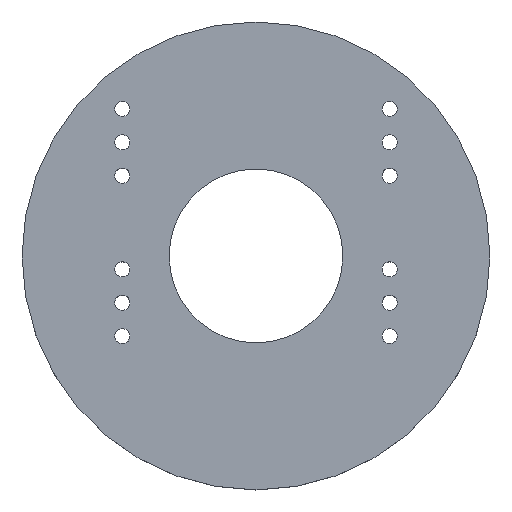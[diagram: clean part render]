
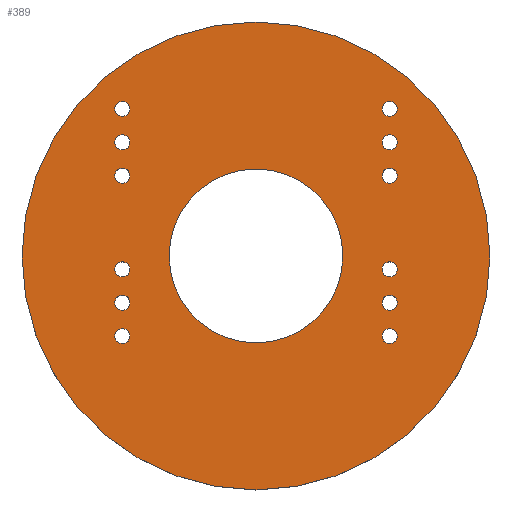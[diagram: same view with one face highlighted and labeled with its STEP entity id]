
A CAD part, top view. The second image highlights one B-rep face of the part: STEP entity #389.
In plain terms, the highlighted planar face has unit normal (0, 0, 1).
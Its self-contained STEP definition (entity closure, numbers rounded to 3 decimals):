
#16=FACE_BOUND('',#87,.T.);
#17=FACE_BOUND('',#88,.T.);
#18=FACE_BOUND('',#89,.T.);
#19=FACE_BOUND('',#90,.T.);
#20=FACE_BOUND('',#91,.T.);
#21=FACE_BOUND('',#92,.T.);
#22=FACE_BOUND('',#93,.T.);
#23=FACE_BOUND('',#94,.T.);
#24=FACE_BOUND('',#95,.T.);
#25=FACE_BOUND('',#96,.T.);
#26=FACE_BOUND('',#97,.T.);
#27=FACE_BOUND('',#98,.T.);
#28=FACE_BOUND('',#99,.T.);
#45=PLANE('',#455);
#65=FACE_OUTER_BOUND('',#86,.T.);
#86=EDGE_LOOP('',(#326));
#87=EDGE_LOOP('',(#327));
#88=EDGE_LOOP('',(#328));
#89=EDGE_LOOP('',(#329));
#90=EDGE_LOOP('',(#330));
#91=EDGE_LOOP('',(#331));
#92=EDGE_LOOP('',(#332));
#93=EDGE_LOOP('',(#333));
#94=EDGE_LOOP('',(#334));
#95=EDGE_LOOP('',(#335));
#96=EDGE_LOOP('',(#336));
#97=EDGE_LOOP('',(#337));
#98=EDGE_LOOP('',(#338));
#99=EDGE_LOOP('',(#339));
#150=CIRCLE('',#411,25.99);
#153=CIRCLE('',#417,2.25);
#155=CIRCLE('',#420,2.25);
#157=CIRCLE('',#423,2.25);
#159=CIRCLE('',#426,2.25);
#161=CIRCLE('',#429,2.25);
#163=CIRCLE('',#432,2.25);
#165=CIRCLE('',#435,2.25);
#167=CIRCLE('',#438,2.25);
#169=CIRCLE('',#441,2.25);
#171=CIRCLE('',#444,2.25);
#173=CIRCLE('',#447,2.25);
#175=CIRCLE('',#450,2.25);
#177=CIRCLE('',#453,70.);
#182=VERTEX_POINT('',#590);
#185=VERTEX_POINT('',#601);
#187=VERTEX_POINT('',#607);
#189=VERTEX_POINT('',#613);
#191=VERTEX_POINT('',#619);
#193=VERTEX_POINT('',#625);
#195=VERTEX_POINT('',#631);
#197=VERTEX_POINT('',#637);
#199=VERTEX_POINT('',#643);
#201=VERTEX_POINT('',#649);
#203=VERTEX_POINT('',#655);
#205=VERTEX_POINT('',#661);
#207=VERTEX_POINT('',#667);
#209=VERTEX_POINT('',#673);
#216=EDGE_CURVE('',#182,#182,#150,.T.);
#220=EDGE_CURVE('',#185,#185,#153,.T.);
#223=EDGE_CURVE('',#187,#187,#155,.T.);
#226=EDGE_CURVE('',#189,#189,#157,.T.);
#229=EDGE_CURVE('',#191,#191,#159,.T.);
#232=EDGE_CURVE('',#193,#193,#161,.T.);
#235=EDGE_CURVE('',#195,#195,#163,.T.);
#238=EDGE_CURVE('',#197,#197,#165,.T.);
#241=EDGE_CURVE('',#199,#199,#167,.T.);
#244=EDGE_CURVE('',#201,#201,#169,.T.);
#247=EDGE_CURVE('',#203,#203,#171,.T.);
#250=EDGE_CURVE('',#205,#205,#173,.T.);
#253=EDGE_CURVE('',#207,#207,#175,.T.);
#256=EDGE_CURVE('',#209,#209,#177,.T.);
#326=ORIENTED_EDGE('',*,*,#256,.T.);
#327=ORIENTED_EDGE('',*,*,#216,.T.);
#328=ORIENTED_EDGE('',*,*,#253,.T.);
#329=ORIENTED_EDGE('',*,*,#250,.T.);
#330=ORIENTED_EDGE('',*,*,#247,.T.);
#331=ORIENTED_EDGE('',*,*,#244,.T.);
#332=ORIENTED_EDGE('',*,*,#241,.T.);
#333=ORIENTED_EDGE('',*,*,#238,.T.);
#334=ORIENTED_EDGE('',*,*,#235,.T.);
#335=ORIENTED_EDGE('',*,*,#232,.T.);
#336=ORIENTED_EDGE('',*,*,#229,.T.);
#337=ORIENTED_EDGE('',*,*,#226,.T.);
#338=ORIENTED_EDGE('',*,*,#223,.T.);
#339=ORIENTED_EDGE('',*,*,#220,.T.);
#389=ADVANCED_FACE('',(#65,#16,#17,#18,#19,#20,#21,#22,#23,#24,#25,#26,
#27,#28),#45,.T.);
#411=AXIS2_PLACEMENT_3D('',#592,#473,#474);
#417=AXIS2_PLACEMENT_3D('',#602,#486,#487);
#420=AXIS2_PLACEMENT_3D('',#608,#493,#494);
#423=AXIS2_PLACEMENT_3D('',#614,#500,#501);
#426=AXIS2_PLACEMENT_3D('',#620,#507,#508);
#429=AXIS2_PLACEMENT_3D('',#626,#514,#515);
#432=AXIS2_PLACEMENT_3D('',#632,#521,#522);
#435=AXIS2_PLACEMENT_3D('',#638,#528,#529);
#438=AXIS2_PLACEMENT_3D('',#644,#535,#536);
#441=AXIS2_PLACEMENT_3D('',#650,#542,#543);
#444=AXIS2_PLACEMENT_3D('',#656,#549,#550);
#447=AXIS2_PLACEMENT_3D('',#662,#556,#557);
#450=AXIS2_PLACEMENT_3D('',#668,#563,#564);
#453=AXIS2_PLACEMENT_3D('',#674,#570,#571);
#455=AXIS2_PLACEMENT_3D('',#678,#575,#576);
#473=DIRECTION('center_axis',(0.,0.,-1.));
#474=DIRECTION('ref_axis',(1.,0.,0.));
#486=DIRECTION('center_axis',(0.,0.,-1.));
#487=DIRECTION('ref_axis',(1.,0.,0.));
#493=DIRECTION('center_axis',(0.,0.,-1.));
#494=DIRECTION('ref_axis',(1.,0.,0.));
#500=DIRECTION('center_axis',(0.,0.,-1.));
#501=DIRECTION('ref_axis',(1.,0.,0.));
#507=DIRECTION('center_axis',(0.,0.,-1.));
#508=DIRECTION('ref_axis',(1.,0.,0.));
#514=DIRECTION('center_axis',(0.,0.,-1.));
#515=DIRECTION('ref_axis',(1.,0.,0.));
#521=DIRECTION('center_axis',(0.,0.,-1.));
#522=DIRECTION('ref_axis',(1.,0.,0.));
#528=DIRECTION('center_axis',(0.,0.,-1.));
#529=DIRECTION('ref_axis',(1.,0.,0.));
#535=DIRECTION('center_axis',(0.,0.,-1.));
#536=DIRECTION('ref_axis',(1.,0.,0.));
#542=DIRECTION('center_axis',(0.,0.,-1.));
#543=DIRECTION('ref_axis',(1.,0.,0.));
#549=DIRECTION('center_axis',(0.,0.,-1.));
#550=DIRECTION('ref_axis',(1.,0.,0.));
#556=DIRECTION('center_axis',(0.,0.,-1.));
#557=DIRECTION('ref_axis',(1.,0.,0.));
#563=DIRECTION('center_axis',(0.,0.,-1.));
#564=DIRECTION('ref_axis',(1.,0.,0.));
#570=DIRECTION('center_axis',(0.,0.,1.));
#571=DIRECTION('ref_axis',(1.,0.,0.));
#575=DIRECTION('center_axis',(0.,0.,1.));
#576=DIRECTION('ref_axis',(1.,0.,0.));
#590=CARTESIAN_POINT('',(-25.99,70.,12.7));
#592=CARTESIAN_POINT('Origin',(0.,70.,12.7));
#601=CARTESIAN_POINT('',(37.75,94.,12.7));
#602=CARTESIAN_POINT('Origin',(40.,94.,12.7));
#607=CARTESIAN_POINT('',(-42.25,104.,12.7));
#608=CARTESIAN_POINT('Origin',(-40.,104.,12.7));
#613=CARTESIAN_POINT('',(-42.25,56.,12.7));
#614=CARTESIAN_POINT('Origin',(-40.,56.,12.7));
#619=CARTESIAN_POINT('',(-42.25,46.,12.7));
#620=CARTESIAN_POINT('Origin',(-40.,46.,12.7));
#625=CARTESIAN_POINT('',(37.75,66.,12.7));
#626=CARTESIAN_POINT('Origin',(40.,66.,12.7));
#631=CARTESIAN_POINT('',(-42.25,94.,12.7));
#632=CARTESIAN_POINT('Origin',(-40.,94.,12.7));
#637=CARTESIAN_POINT('',(-42.25,66.,12.7));
#638=CARTESIAN_POINT('Origin',(-40.,66.,12.7));
#643=CARTESIAN_POINT('',(37.75,104.,12.7));
#644=CARTESIAN_POINT('Origin',(40.,104.,12.7));
#649=CARTESIAN_POINT('',(-42.25,114.,12.7));
#650=CARTESIAN_POINT('Origin',(-40.,114.,12.7));
#655=CARTESIAN_POINT('',(37.75,56.,12.7));
#656=CARTESIAN_POINT('Origin',(40.,56.,12.7));
#661=CARTESIAN_POINT('',(37.75,114.,12.7));
#662=CARTESIAN_POINT('Origin',(40.,114.,12.7));
#667=CARTESIAN_POINT('',(37.75,46.,12.7));
#668=CARTESIAN_POINT('Origin',(40.,46.,12.7));
#673=CARTESIAN_POINT('',(-70.,70.,12.7));
#674=CARTESIAN_POINT('Origin',(0.,70.,12.7));
#678=CARTESIAN_POINT('Origin',(0.,70.,12.7));
